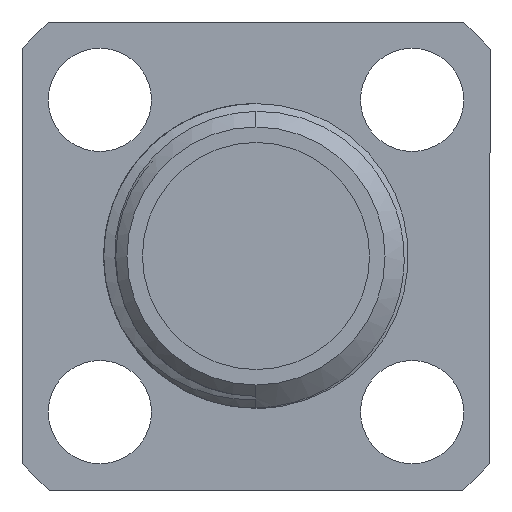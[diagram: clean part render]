
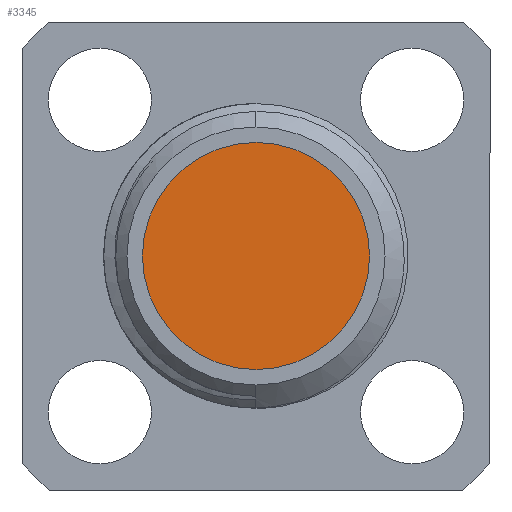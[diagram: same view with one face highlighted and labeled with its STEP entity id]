
A CAD part, left-side view. The second image highlights one B-rep face of the part: STEP entity #3345.
In plain terms, the highlighted planar face has unit normal (-1, 0, 0).
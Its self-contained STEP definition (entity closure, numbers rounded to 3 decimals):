
#97 = DIRECTION ( 'NONE',  ( -1., 0., 0. ) ) ;
#369 = CARTESIAN_POINT ( 'NONE',  ( 1.95, 0., -2.31 ) ) ;
#842 = FACE_OUTER_BOUND ( 'NONE', #2985, .T. ) ;
#1119 = CIRCLE ( 'NONE', #2925, 2.31 ) ;
#1208 = EDGE_CURVE ( 'NONE', #1233, #2247, #2811, .T. ) ;
#1233 = VERTEX_POINT ( 'NONE', #1738 ) ;
#1237 = AXIS2_PLACEMENT_3D ( 'NONE', #3452, #1967, #3740 ) ;
#1257 = CARTESIAN_POINT ( 'NONE',  ( 1.95, 0., 0. ) ) ;
#1373 = EDGE_CURVE ( 'NONE', #2247, #1233, #1119, .T. ) ;
#1397 = DIRECTION ( 'NONE',  ( 0., 0., -1. ) ) ;
#1429 = CARTESIAN_POINT ( 'NONE',  ( 1.95, 0., 0. ) ) ;
#1738 = CARTESIAN_POINT ( 'NONE',  ( 1.95, 0., 2.31 ) ) ;
#1814 = DIRECTION ( 'NONE',  ( 0., 0., 1. ) ) ;
#1967 = DIRECTION ( 'NONE',  ( -1., 0., 0. ) ) ;
#2085 = ORIENTED_EDGE ( 'NONE', *, *, #1373, .T. ) ;
#2247 = VERTEX_POINT ( 'NONE', #369 ) ;
#2295 = DIRECTION ( 'NONE',  ( 1., 0., 0. ) ) ;
#2811 = CIRCLE ( 'NONE', #1237, 2.31 ) ;
#2925 = AXIS2_PLACEMENT_3D ( 'NONE', #1257, #97, #1814 ) ;
#2985 = EDGE_LOOP ( 'NONE', ( #3595, #2085 ) ) ;
#3345 = ADVANCED_FACE ( 'NONE', ( #842 ), #3745, .F. ) ;
#3437 = AXIS2_PLACEMENT_3D ( 'NONE', #1429, #2295, #1397 ) ;
#3452 = CARTESIAN_POINT ( 'NONE',  ( 1.95, 0., 0. ) ) ;
#3595 = ORIENTED_EDGE ( 'NONE', *, *, #1208, .T. ) ;
#3740 = DIRECTION ( 'NONE',  ( 0., 0., 1. ) ) ;
#3745 = PLANE ( 'NONE',  #3437 ) ;
